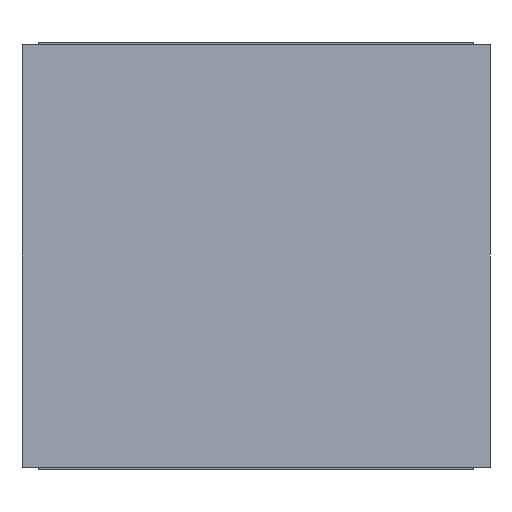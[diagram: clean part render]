
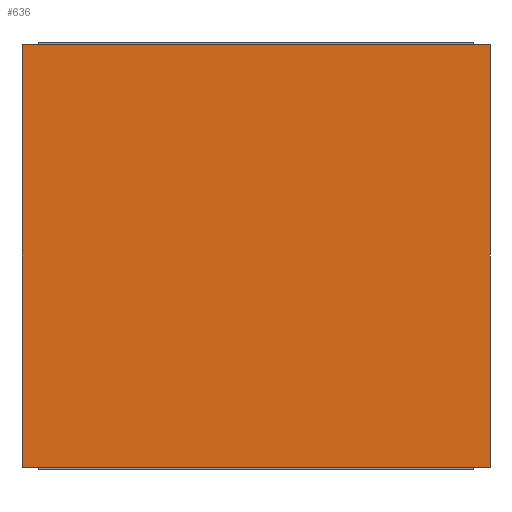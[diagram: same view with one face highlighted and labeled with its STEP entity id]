
A CAD part, front view. The second image highlights one B-rep face of the part: STEP entity #636.
In plain terms, the highlighted planar face has unit normal (0, -1, 0).
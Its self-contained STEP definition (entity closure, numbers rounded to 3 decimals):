
#12 = ORIENTED_EDGE ( 'NONE', *, *, #1305, .T. ) ;
#85 = DIRECTION ( 'NONE',  ( 1., 0., 0. ) ) ;
#104 = ORIENTED_EDGE ( 'NONE', *, *, #857, .F. ) ;
#111 = CARTESIAN_POINT ( 'NONE',  ( -270., -125., -262. ) ) ;
#116 = EDGE_CURVE ( 'NONE', #1336, #2793, #2527, .T. ) ;
#117 = DIRECTION ( 'NONE',  ( 1., 0., 0. ) ) ;
#149 = VECTOR ( 'NONE', #2513, 1000. ) ;
#265 = DIRECTION ( 'NONE',  ( 0., 1., 0. ) ) ;
#271 = FACE_OUTER_BOUND ( 'NONE', #1217, .T. ) ;
#299 = ORIENTED_EDGE ( 'NONE', *, *, #2908, .F. ) ;
#338 = ORIENTED_EDGE ( 'NONE', *, *, #443, .T. ) ;
#341 = CARTESIAN_POINT ( 'NONE',  ( -250., -125., -262. ) ) ;
#355 = CARTESIAN_POINT ( 'NONE',  ( 290., -125., 262. ) ) ;
#364 = VECTOR ( 'NONE', #2529, 1000. ) ;
#419 = LINE ( 'NONE', #2789, #941 ) ;
#443 = EDGE_CURVE ( 'NONE', #2446, #2762, #953, .T. ) ;
#450 = ORIENTED_EDGE ( 'NONE', *, *, #2587, .T. ) ;
#477 = VERTEX_POINT ( 'NONE', #1768 ) ;
#482 = LINE ( 'NONE', #890, #2198 ) ;
#536 = VECTOR ( 'NONE', #85, 1000. ) ;
#636 = ADVANCED_FACE ( 'NONE', ( #271 ), #2267, .F. ) ;
#697 = VECTOR ( 'NONE', #1695, 1000. ) ;
#713 = CARTESIAN_POINT ( 'NONE',  ( -290., -125., -262. ) ) ;
#857 = EDGE_CURVE ( 'NONE', #2446, #1336, #1290, .T. ) ;
#866 = DIRECTION ( 'NONE',  ( -1., 0., 0. ) ) ;
#890 = CARTESIAN_POINT ( 'NONE',  ( -250., -125., 262. ) ) ;
#923 = VECTOR ( 'NONE', #117, 1000. ) ;
#933 = CARTESIAN_POINT ( 'NONE',  ( -250., -125., 265. ) ) ;
#941 = VECTOR ( 'NONE', #1225, 1000. ) ;
#953 = LINE ( 'NONE', #2205, #1019 ) ;
#1019 = VECTOR ( 'NONE', #866, 1000. ) ;
#1122 = DIRECTION ( 'NONE',  ( -1., 0., 0. ) ) ;
#1185 = CARTESIAN_POINT ( 'NONE',  ( 290., -125., -262. ) ) ;
#1217 = EDGE_LOOP ( 'NONE', ( #1436, #299, #1903, #450, #12, #2671, #104, #338 ) ) ;
#1225 = DIRECTION ( 'NONE',  ( 0., 0., -1. ) ) ;
#1290 = LINE ( 'NONE', #355, #697 ) ;
#1305 = EDGE_CURVE ( 'NONE', #1948, #2793, #1484, .T. ) ;
#1336 = VERTEX_POINT ( 'NONE', #1913 ) ;
#1395 = VERTEX_POINT ( 'NONE', #1936 ) ;
#1436 = ORIENTED_EDGE ( 'NONE', *, *, #2254, .T. ) ;
#1458 = CARTESIAN_POINT ( 'NONE',  ( -290., -125., -262. ) ) ;
#1484 = LINE ( 'NONE', #341, #364 ) ;
#1523 = LINE ( 'NONE', #1458, #923 ) ;
#1695 = DIRECTION ( 'NONE',  ( 0., 0., -1. ) ) ;
#1768 = CARTESIAN_POINT ( 'NONE',  ( -290., -125., 262. ) ) ;
#1832 = DIRECTION ( 'NONE',  ( -1., 0., 0. ) ) ;
#1880 = CARTESIAN_POINT ( 'NONE',  ( -290., -125., 262. ) ) ;
#1903 = ORIENTED_EDGE ( 'NONE', *, *, #1935, .T. ) ;
#1913 = CARTESIAN_POINT ( 'NONE',  ( 290., -125., -262. ) ) ;
#1935 = EDGE_CURVE ( 'NONE', #477, #2383, #419, .T. ) ;
#1936 = CARTESIAN_POINT ( 'NONE',  ( -270., -125., 262. ) ) ;
#1948 = VERTEX_POINT ( 'NONE', #111 ) ;
#2083 = CARTESIAN_POINT ( 'NONE',  ( 290., -125., 262. ) ) ;
#2198 = VECTOR ( 'NONE', #1122, 1000. ) ;
#2205 = CARTESIAN_POINT ( 'NONE',  ( 290., -125., 262. ) ) ;
#2254 = EDGE_CURVE ( 'NONE', #2762, #1395, #482, .T. ) ;
#2267 = PLANE ( 'NONE',  #2864 ) ;
#2383 = VERTEX_POINT ( 'NONE', #713 ) ;
#2384 = LINE ( 'NONE', #1880, #536 ) ;
#2446 = VERTEX_POINT ( 'NONE', #2083 ) ;
#2513 = DIRECTION ( 'NONE',  ( -1., 0., 0. ) ) ;
#2527 = LINE ( 'NONE', #1185, #149 ) ;
#2529 = DIRECTION ( 'NONE',  ( 1., 0., 0. ) ) ;
#2587 = EDGE_CURVE ( 'NONE', #2383, #1948, #1523, .T. ) ;
#2642 = CARTESIAN_POINT ( 'NONE',  ( 270., -125., -262. ) ) ;
#2671 = ORIENTED_EDGE ( 'NONE', *, *, #116, .F. ) ;
#2762 = VERTEX_POINT ( 'NONE', #2866 ) ;
#2789 = CARTESIAN_POINT ( 'NONE',  ( -290., -125., 262. ) ) ;
#2793 = VERTEX_POINT ( 'NONE', #2642 ) ;
#2864 = AXIS2_PLACEMENT_3D ( 'NONE', #933, #265, #1832 ) ;
#2866 = CARTESIAN_POINT ( 'NONE',  ( 270., -125., 262. ) ) ;
#2908 = EDGE_CURVE ( 'NONE', #477, #1395, #2384, .T. ) ;
